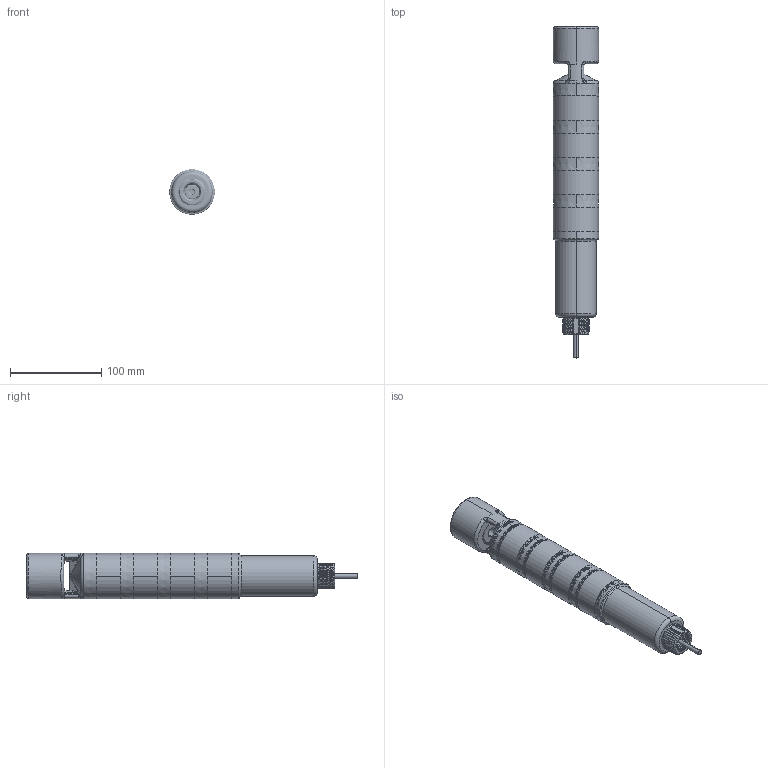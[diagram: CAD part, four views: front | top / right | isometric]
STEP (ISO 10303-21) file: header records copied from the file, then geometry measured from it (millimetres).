
FILE_DESCRIPTION((''),'2;1');
FILE_NAME('169925_ASM','2013-12-18T',('pdmadmin'),(''),'PRO/ENGINEER BY PARAMETRIC TECHNOLOGY CORPORATION, 2013230','PRO/ENGINEER BY PARAMETRIC TECHNOLOGY CORPORATION, 2013230','');
FILE_SCHEMA(('CONFIG_CONTROL_DESIGN'));
Products named in the file (11): 168245; 168246; 168302; 140412_GENERIC; 140427; 168401; 163979_GENERIC; 62676; 62677; CABLE_215; 169925_ASM
Assembly tree (16 placements, depth 2):
  169925_ASM
    168245
    168246
    168302
    140412_GENERIC  x4
    140427  x4
    168401
    163979_GENERIC
    62676
    62677
    CABLE_215
Bounding box: 50 x 364.72 x 50 mm (x, y, z)
Volume: 206843.6 mm3; surface area: 172001.3 mm2
Topology: 16 solids, 16 shells, 2532 faces, 6551 edges, 4160 vertices
Faces by surface type: plane 932, bspline 679, cylinder 511, cone 196, torus 140, sphere 74
Entity records: 110860 total; most frequent: CARTESIAN_POINT 80928, ORIENTED_EDGE 6902, DIRECTION 5202, EDGE_CURVE 3451, VERTEX_POINT 2132, AXIS2_PLACEMENT_3D 2098, EDGE_LOOP 1471, FACE_OUTER_BOUND 1395
